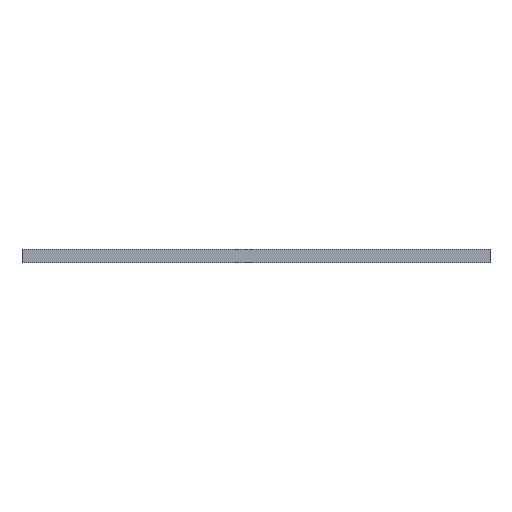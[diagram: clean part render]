
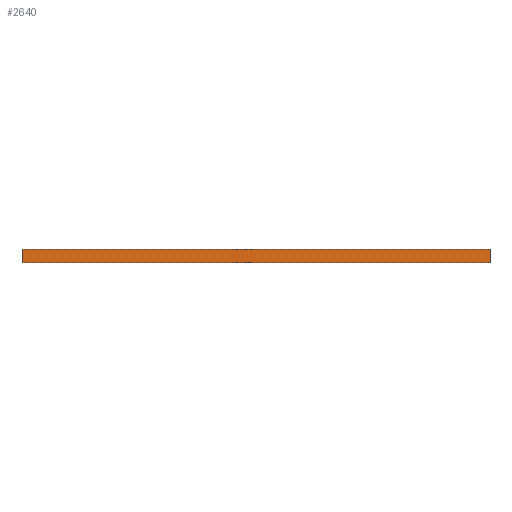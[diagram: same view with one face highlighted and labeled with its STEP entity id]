
A CAD part, front view. The second image highlights one B-rep face of the part: STEP entity #2640.
In plain terms, the highlighted planar face has unit normal (0, -1, 0).
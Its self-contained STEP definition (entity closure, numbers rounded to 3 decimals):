
#21 = EDGE_CURVE('',#22,#24,#26,.T.);
#22 = VERTEX_POINT('',#23);
#23 = CARTESIAN_POINT('',(0.,0.,0.));
#24 = VERTEX_POINT('',#25);
#25 = CARTESIAN_POINT('',(0.,0.,10.));
#26 = SURFACE_CURVE('',#27,(#31,#43),.PCURVE_S1.);
#27 = LINE('',#28,#29);
#28 = CARTESIAN_POINT('',(0.,0.,0.));
#29 = VECTOR('',#30,1.);
#30 = DIRECTION('',(0.,0.,1.));
#31 = PCURVE('',#32,#37);
#32 = PLANE('',#33);
#33 = AXIS2_PLACEMENT_3D('',#34,#35,#36);
#34 = CARTESIAN_POINT('',(0.,0.,0.));
#35 = DIRECTION('',(-1.,0.,0.));
#36 = DIRECTION('',(0.,1.,0.));
#37 = DEFINITIONAL_REPRESENTATION('',(#38),#42);
#38 = LINE('',#39,#40);
#39 = CARTESIAN_POINT('',(0.,0.));
#40 = VECTOR('',#41,1.);
#41 = DIRECTION('',(0.,-1.));
#42 = ( GEOMETRIC_REPRESENTATION_CONTEXT(2) 
PARAMETRIC_REPRESENTATION_CONTEXT() REPRESENTATION_CONTEXT('2D SPACE',''
  ) );
#43 = PCURVE('',#44,#49);
#44 = PLANE('',#45);
#45 = AXIS2_PLACEMENT_3D('',#46,#47,#48);
#46 = CARTESIAN_POINT('',(340.,0.,0.));
#47 = DIRECTION('',(0.,-1.,0.));
#48 = DIRECTION('',(-1.,0.,0.));
#49 = DEFINITIONAL_REPRESENTATION('',(#50),#54);
#50 = LINE('',#51,#52);
#51 = CARTESIAN_POINT('',(340.,0.));
#52 = VECTOR('',#53,1.);
#53 = DIRECTION('',(0.,-1.));
#54 = ( GEOMETRIC_REPRESENTATION_CONTEXT(2) 
PARAMETRIC_REPRESENTATION_CONTEXT() REPRESENTATION_CONTEXT('2D SPACE',''
  ) );
#72 = PLANE('',#73);
#73 = AXIS2_PLACEMENT_3D('',#74,#75,#76);
#74 = CARTESIAN_POINT('',(159.993,162.803,10.));
#75 = DIRECTION('',(0.,0.,-1.));
#76 = DIRECTION('',(0.,1.,0.));
#126 = PLANE('',#127);
#127 = AXIS2_PLACEMENT_3D('',#128,#129,#130);
#128 = CARTESIAN_POINT('',(159.993,162.803,0.));
#129 = DIRECTION('',(0.,0.,-1.));
#130 = DIRECTION('',(0.,1.,0.));
#2537 = PLANE('',#2538);
#2538 = AXIS2_PLACEMENT_3D('',#2539,#2540,#2541);
#2539 = CARTESIAN_POINT('',(340.,30.933,0.));
#2540 = DIRECTION('',(1.,0.,-0.));
#2541 = DIRECTION('',(0.,-1.,0.));
#2575 = VERTEX_POINT('',#2576);
#2576 = CARTESIAN_POINT('',(340.,0.,10.));
#2597 = EDGE_CURVE('',#2598,#2575,#2600,.T.);
#2598 = VERTEX_POINT('',#2599);
#2599 = CARTESIAN_POINT('',(340.,0.,0.));
#2600 = SURFACE_CURVE('',#2601,(#2605,#2612),.PCURVE_S1.);
#2601 = LINE('',#2602,#2603);
#2602 = CARTESIAN_POINT('',(340.,0.,0.));
#2603 = VECTOR('',#2604,1.);
#2604 = DIRECTION('',(0.,0.,1.));
#2605 = PCURVE('',#2537,#2606);
#2606 = DEFINITIONAL_REPRESENTATION('',(#2607),#2611);
#2607 = LINE('',#2608,#2609);
#2608 = CARTESIAN_POINT('',(30.933,0.));
#2609 = VECTOR('',#2610,1.);
#2610 = DIRECTION('',(0.,-1.));
#2611 = ( GEOMETRIC_REPRESENTATION_CONTEXT(2) 
PARAMETRIC_REPRESENTATION_CONTEXT() REPRESENTATION_CONTEXT('2D SPACE',''
  ) );
#2612 = PCURVE('',#44,#2613);
#2613 = DEFINITIONAL_REPRESENTATION('',(#2614),#2618);
#2614 = LINE('',#2615,#2616);
#2615 = CARTESIAN_POINT('',(0.,-0.));
#2616 = VECTOR('',#2617,1.);
#2617 = DIRECTION('',(0.,-1.));
#2618 = ( GEOMETRIC_REPRESENTATION_CONTEXT(2) 
PARAMETRIC_REPRESENTATION_CONTEXT() REPRESENTATION_CONTEXT('2D SPACE',''
  ) );
#2640 = ADVANCED_FACE('',(#2641),#44,.T.);
#2641 = FACE_BOUND('',#2642,.T.);
#2642 = EDGE_LOOP('',(#2643,#2644,#2665,#2666));
#2643 = ORIENTED_EDGE('',*,*,#2597,.T.);
#2644 = ORIENTED_EDGE('',*,*,#2645,.T.);
#2645 = EDGE_CURVE('',#2575,#24,#2646,.T.);
#2646 = SURFACE_CURVE('',#2647,(#2651,#2658),.PCURVE_S1.);
#2647 = LINE('',#2648,#2649);
#2648 = CARTESIAN_POINT('',(340.,0.,10.));
#2649 = VECTOR('',#2650,1.);
#2650 = DIRECTION('',(-1.,0.,0.));
#2651 = PCURVE('',#44,#2652);
#2652 = DEFINITIONAL_REPRESENTATION('',(#2653),#2657);
#2653 = LINE('',#2654,#2655);
#2654 = CARTESIAN_POINT('',(0.,-10.));
#2655 = VECTOR('',#2656,1.);
#2656 = DIRECTION('',(1.,0.));
#2657 = ( GEOMETRIC_REPRESENTATION_CONTEXT(2) 
PARAMETRIC_REPRESENTATION_CONTEXT() REPRESENTATION_CONTEXT('2D SPACE',''
  ) );
#2658 = PCURVE('',#72,#2659);
#2659 = DEFINITIONAL_REPRESENTATION('',(#2660),#2664);
#2660 = LINE('',#2661,#2662);
#2661 = CARTESIAN_POINT('',(-162.803,180.007));
#2662 = VECTOR('',#2663,1.);
#2663 = DIRECTION('',(0.,-1.));
#2664 = ( GEOMETRIC_REPRESENTATION_CONTEXT(2) 
PARAMETRIC_REPRESENTATION_CONTEXT() REPRESENTATION_CONTEXT('2D SPACE',''
  ) );
#2665 = ORIENTED_EDGE('',*,*,#21,.F.);
#2666 = ORIENTED_EDGE('',*,*,#2667,.F.);
#2667 = EDGE_CURVE('',#2598,#22,#2668,.T.);
#2668 = SURFACE_CURVE('',#2669,(#2673,#2680),.PCURVE_S1.);
#2669 = LINE('',#2670,#2671);
#2670 = CARTESIAN_POINT('',(340.,0.,0.));
#2671 = VECTOR('',#2672,1.);
#2672 = DIRECTION('',(-1.,0.,0.));
#2673 = PCURVE('',#44,#2674);
#2674 = DEFINITIONAL_REPRESENTATION('',(#2675),#2679);
#2675 = LINE('',#2676,#2677);
#2676 = CARTESIAN_POINT('',(0.,-0.));
#2677 = VECTOR('',#2678,1.);
#2678 = DIRECTION('',(1.,0.));
#2679 = ( GEOMETRIC_REPRESENTATION_CONTEXT(2) 
PARAMETRIC_REPRESENTATION_CONTEXT() REPRESENTATION_CONTEXT('2D SPACE',''
  ) );
#2680 = PCURVE('',#126,#2681);
#2681 = DEFINITIONAL_REPRESENTATION('',(#2682),#2686);
#2682 = LINE('',#2683,#2684);
#2683 = CARTESIAN_POINT('',(-162.803,180.007));
#2684 = VECTOR('',#2685,1.);
#2685 = DIRECTION('',(0.,-1.));
#2686 = ( GEOMETRIC_REPRESENTATION_CONTEXT(2) 
PARAMETRIC_REPRESENTATION_CONTEXT() REPRESENTATION_CONTEXT('2D SPACE',''
  ) );
